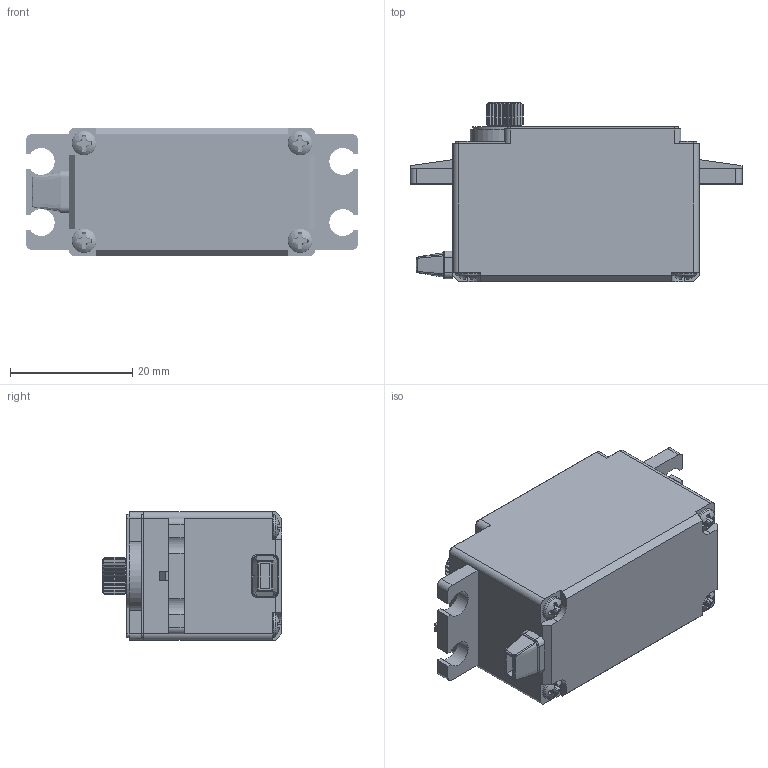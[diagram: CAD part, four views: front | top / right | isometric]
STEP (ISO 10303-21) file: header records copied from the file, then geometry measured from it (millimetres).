
FILE_DESCRIPTION(/* description */ (''),/* implementation_level */ '2;1');
FILE_NAME(/* name */ 'HS-8775MG v1.step',/* time_stamp */ '2018-08-28T23:52:36-04:00',/* author */ ('fabian.neumannNQ6CZ'),/* organization */ (''),/* preprocessor_version */ 'ST-DEVELOPER v17.2',/* originating_system */ 'Autodesk Translation Framework v7.6.0.251',/* authorisation */ '');
FILE_SCHEMA (('AUTOMOTIVE_DESIGN { 1 0 10303 214 3 1 1 }'));
Length unit declared in the file: millimetre
Products named in the file (5): HS-8775MG; Component1; Component4; 92000A022; Component2
Assembly tree (7 placements, depth 2):
  HS-8775MG
    Component1
    Component4
    92000A022  x4
    Component2
Bounding box: 54.4 x 29.4 x 21 mm (x, y, z)
Volume: 21585.9 mm3; surface area: 7188.8 mm2
Topology: 9 solids, 9 shells, 794 faces, 2175 edges, 1416 vertices
Faces by surface type: cylinder 419, plane 227, cone 74, bspline 62, torus 8, sphere 4
Full cylindrical faces by diameter (mm): 1.48 x156, 1.623 x4, 2 x152, 2.529 x1, 4 x8, 6 x2
Entity records: 23265 total; most frequent: CARTESIAN_POINT 12878, ORIENTED_EDGE 2352, DIRECTION 1872, EDGE_CURVE 1176, VERTEX_POINT 744, AXIS2_PLACEMENT_3D 699, LINE 474, VECTOR 474
